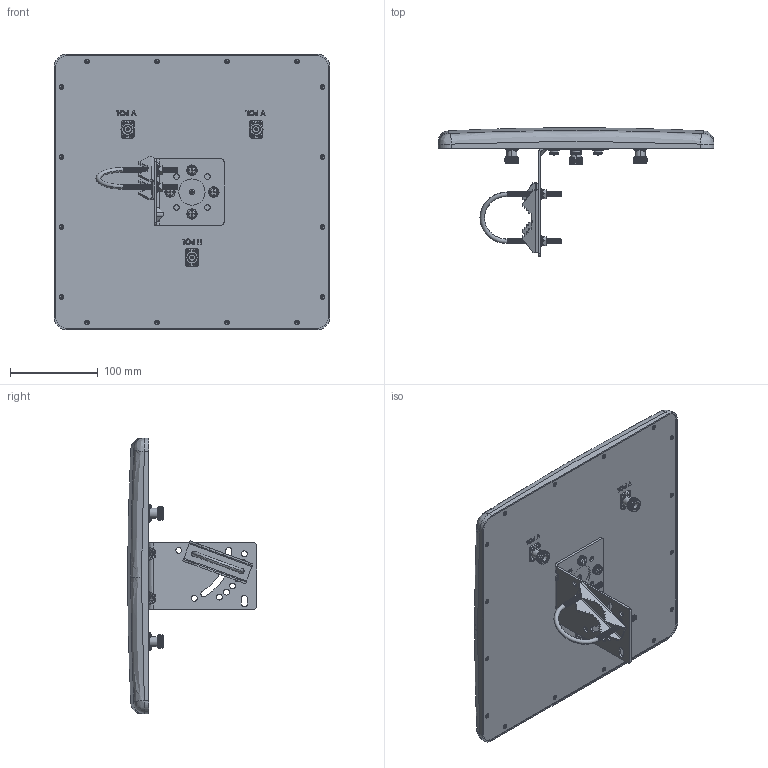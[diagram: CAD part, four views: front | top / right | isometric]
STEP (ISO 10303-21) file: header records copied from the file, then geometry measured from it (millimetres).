
FILE_DESCRIPTION (( 'STEP AP214' ), '1' );
FILE_NAME ('HG4958-17DP-3NF.STEP', '2013-02-12T14:28:08', ( 'x' ), ( '' ), 'SwSTEP 2.0', 'SolidWorks 2012', '' );
FILE_SCHEMA (( 'AUTOMOTIVE_DESIGN' ));
Length unit declared in the file: inch
Products named in the file (7): M6_PanHeadP_LWandW; HG4958-17DP-3NF_Mount Hardware; HG4958-17DP-3NF_Ubolt; HG4958-17DP-3NF_Swivel-L-Bracket; HG4958-17DP-3NF_BackPlate; HG4958-17DP-3NF_cover; HG4958-17DP-3NF
Assembly tree (9 placements, depth 3):
  HG4958-17DP-3NF
    HG4958-17DP-3NF_cover
    HG4958-17DP-3NF_BackPlate
    HG4958-17DP-3NF_Mount Hardware
      HG4958-17DP-3NF_Swivel-L-Bracket
      HG4958-17DP-3NF_Ubolt
    M6_PanHeadP_LWandW  x4
Bounding box: 315 x 147.69 x 315 mm (x, y, z)
Volume: 561014.8 mm3; surface area: 506865.5 mm2
Topology: 9 solids, 12 shells, 2095 faces, 5027 edges, 3062 vertices
Faces by surface type: plane 841, cone 760, cylinder 272, bspline 130, torus 92
Entity records: 90154 total; most frequent: CARTESIAN_POINT 20052, ORIENTED_EDGE 9626, DIRECTION 9342, EDGE_CURVE 4813, AXIS2_PLACEMENT_3D 3328, VERTEX_POINT 2936, LINE 2686, VECTOR 2686
